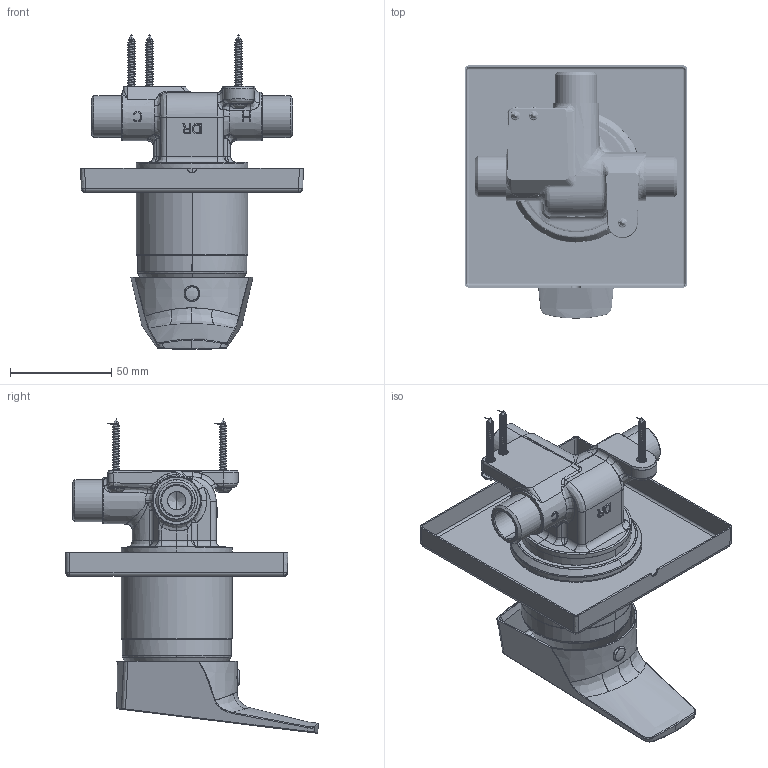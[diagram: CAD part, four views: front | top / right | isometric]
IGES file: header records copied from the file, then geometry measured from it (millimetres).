
Start section: SolidWorks IGES file using analytic representation for surfaces
Global section: file name: Shower_mixer_combined_asm_1-New.IGS; native system: SolidWorks 2013; preprocessor: SolidWorks 2013; author: augusto; date: 221108.102911; units: millimetre
Bounding box: 110 x 125.16 x 155.53 mm (x, y, z)
Surface area: 130497.9 mm2 (no closed solid volume)
Topology: 0 solids, 0 shells, 1738 faces, 17497 edges, 17323 vertices
Faces by surface type: bspline 1083, revolution 655
